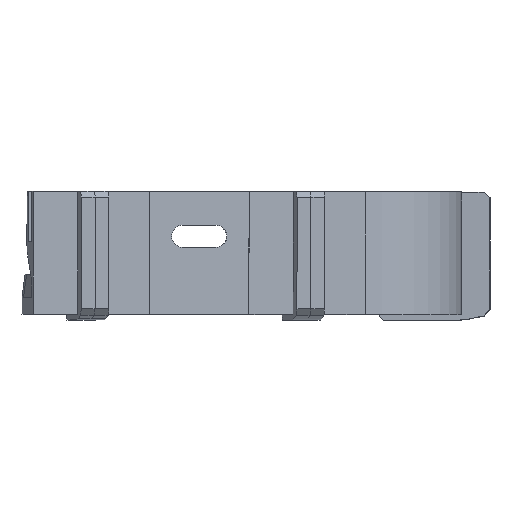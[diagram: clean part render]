
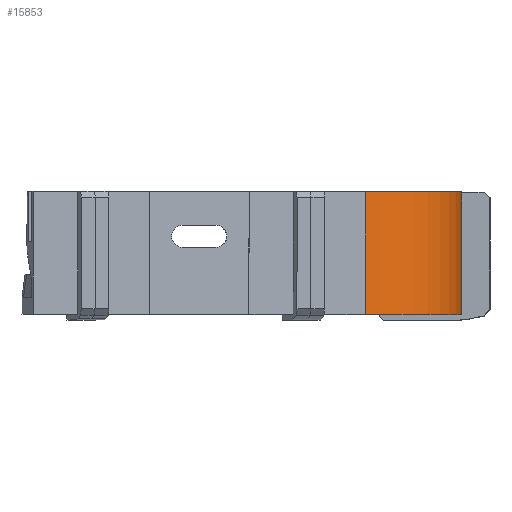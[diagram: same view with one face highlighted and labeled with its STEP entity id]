
A CAD part, left-side view. The second image highlights one B-rep face of the part: STEP entity #15853.
In plain terms, the highlighted cylindrical face has radius 20 mm (diameter 40 mm), a partial arc.
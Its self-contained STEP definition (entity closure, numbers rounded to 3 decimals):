
#15853 = ADVANCED_FACE('',(#15854),#15869,.T.);
#15854 = FACE_BOUND('',#15855,.F.);
#15855 = EDGE_LOOP('',(#15856,#15892,#15920,#15949));
#15856 = ORIENTED_EDGE('',*,*,#15857,.T.);
#15857 = EDGE_CURVE('',#15858,#15860,#15862,.T.);
#15858 = VERTEX_POINT('',#15859);
#15859 = CARTESIAN_POINT('',(0.,0.,0.));
#15860 = VERTEX_POINT('',#15861);
#15861 = CARTESIAN_POINT('',(-19.805,17.217,0.));
#15862 = SURFACE_CURVE('',#15863,(#15868,#15880),.PCURVE_S1.);
#15863 = CIRCLE('',#15864,20.);
#15864 = AXIS2_PLACEMENT_3D('',#15865,#15866,#15867);
#15865 = CARTESIAN_POINT('',(0.,20.,0.));
#15866 = DIRECTION('',(0.,0.,-1.));
#15867 = DIRECTION('',(0.,-1.,0.));
#15868 = PCURVE('',#15869,#15874);
#15869 = CYLINDRICAL_SURFACE('',#15870,20.);
#15870 = AXIS2_PLACEMENT_3D('',#15871,#15872,#15873);
#15871 = CARTESIAN_POINT('',(0.,20.,0.));
#15872 = DIRECTION('',(-0.,-0.,1.));
#15873 = DIRECTION('',(0.,-1.,0.));
#15874 = DEFINITIONAL_REPRESENTATION('',(#15875),#15879);
#15875 = LINE('',#15876,#15877);
#15876 = CARTESIAN_POINT('',(-0.,0.));
#15877 = VECTOR('',#15878,1.);
#15878 = DIRECTION('',(-1.,0.));
#15879 = ( GEOMETRIC_REPRESENTATION_CONTEXT(2) 
PARAMETRIC_REPRESENTATION_CONTEXT() REPRESENTATION_CONTEXT('2D SPACE',''
  ) );
#15880 = PCURVE('',#15881,#15886);
#15881 = PLANE('',#15882);
#15882 = AXIS2_PLACEMENT_3D('',#15883,#15884,#15885);
#15883 = CARTESIAN_POINT('',(0.,20.,0.));
#15884 = DIRECTION('',(0.,0.,-1.));
#15885 = DIRECTION('',(0.,-1.,0.));
#15886 = DEFINITIONAL_REPRESENTATION('',(#15887),#15891);
#15887 = CIRCLE('',#15888,20.);
#15888 = AXIS2_PLACEMENT_2D('',#15889,#15890);
#15889 = CARTESIAN_POINT('',(0.,0.));
#15890 = DIRECTION('',(1.,-0.));
#15891 = ( GEOMETRIC_REPRESENTATION_CONTEXT(2) 
PARAMETRIC_REPRESENTATION_CONTEXT() REPRESENTATION_CONTEXT('2D SPACE',''
  ) );
#15892 = ORIENTED_EDGE('',*,*,#15893,.T.);
#15893 = EDGE_CURVE('',#15860,#15894,#15896,.T.);
#15894 = VERTEX_POINT('',#15895);
#15895 = CARTESIAN_POINT('',(-19.805,17.217,22.));
#15896 = SURFACE_CURVE('',#15897,(#15901,#15908),.PCURVE_S1.);
#15897 = LINE('',#15898,#15899);
#15898 = CARTESIAN_POINT('',(-19.805,17.217,0.));
#15899 = VECTOR('',#15900,1.);
#15900 = DIRECTION('',(0.,0.,1.));
#15901 = PCURVE('',#15869,#15902);
#15902 = DEFINITIONAL_REPRESENTATION('',(#15903),#15907);
#15903 = LINE('',#15904,#15905);
#15904 = CARTESIAN_POINT('',(-1.431,0.));
#15905 = VECTOR('',#15906,1.);
#15906 = DIRECTION('',(-0.,1.));
#15907 = ( GEOMETRIC_REPRESENTATION_CONTEXT(2) 
PARAMETRIC_REPRESENTATION_CONTEXT() REPRESENTATION_CONTEXT('2D SPACE',''
  ) );
#15908 = PCURVE('',#15909,#15914);
#15909 = PLANE('',#15910);
#15910 = AXIS2_PLACEMENT_3D('',#15911,#15912,#15913);
#15911 = CARTESIAN_POINT('',(-15.684,17.796,
    7.662));
#15912 = DIRECTION('',(-0.139,0.99,0.));
#15913 = DIRECTION('',(0.,0.,1.));
#15914 = DEFINITIONAL_REPRESENTATION('',(#15915),#15919);
#15915 = LINE('',#15916,#15917);
#15916 = CARTESIAN_POINT('',(-7.662,-4.162));
#15917 = VECTOR('',#15918,1.);
#15918 = DIRECTION('',(1.,0.));
#15919 = ( GEOMETRIC_REPRESENTATION_CONTEXT(2) 
PARAMETRIC_REPRESENTATION_CONTEXT() REPRESENTATION_CONTEXT('2D SPACE',''
  ) );
#15920 = ORIENTED_EDGE('',*,*,#15921,.F.);
#15921 = EDGE_CURVE('',#15922,#15894,#15924,.T.);
#15922 = VERTEX_POINT('',#15923);
#15923 = CARTESIAN_POINT('',(0.,0.,22.));
#15924 = SURFACE_CURVE('',#15925,(#15930,#15937),.PCURVE_S1.);
#15925 = CIRCLE('',#15926,20.);
#15926 = AXIS2_PLACEMENT_3D('',#15927,#15928,#15929);
#15927 = CARTESIAN_POINT('',(0.,20.,22.));
#15928 = DIRECTION('',(0.,0.,-1.));
#15929 = DIRECTION('',(0.,-1.,0.));
#15930 = PCURVE('',#15869,#15931);
#15931 = DEFINITIONAL_REPRESENTATION('',(#15932),#15936);
#15932 = LINE('',#15933,#15934);
#15933 = CARTESIAN_POINT('',(-0.,22.));
#15934 = VECTOR('',#15935,1.);
#15935 = DIRECTION('',(-1.,0.));
#15936 = ( GEOMETRIC_REPRESENTATION_CONTEXT(2) 
PARAMETRIC_REPRESENTATION_CONTEXT() REPRESENTATION_CONTEXT('2D SPACE',''
  ) );
#15937 = PCURVE('',#15938,#15943);
#15938 = PLANE('',#15939);
#15939 = AXIS2_PLACEMENT_3D('',#15940,#15941,#15942);
#15940 = CARTESIAN_POINT('',(0.,20.,22.));
#15941 = DIRECTION('',(0.,0.,-1.));
#15942 = DIRECTION('',(0.,-1.,0.));
#15943 = DEFINITIONAL_REPRESENTATION('',(#15944),#15948);
#15944 = CIRCLE('',#15945,20.);
#15945 = AXIS2_PLACEMENT_2D('',#15946,#15947);
#15946 = CARTESIAN_POINT('',(0.,0.));
#15947 = DIRECTION('',(1.,0.));
#15948 = ( GEOMETRIC_REPRESENTATION_CONTEXT(2) 
PARAMETRIC_REPRESENTATION_CONTEXT() REPRESENTATION_CONTEXT('2D SPACE',''
  ) );
#15949 = ORIENTED_EDGE('',*,*,#15950,.F.);
#15950 = EDGE_CURVE('',#15858,#15922,#15951,.T.);
#15951 = SURFACE_CURVE('',#15952,(#15956,#15963),.PCURVE_S1.);
#15952 = LINE('',#15953,#15954);
#15953 = CARTESIAN_POINT('',(0.,0.,0.));
#15954 = VECTOR('',#15955,1.);
#15955 = DIRECTION('',(0.,0.,1.));
#15956 = PCURVE('',#15869,#15957);
#15957 = DEFINITIONAL_REPRESENTATION('',(#15958),#15962);
#15958 = LINE('',#15959,#15960);
#15959 = CARTESIAN_POINT('',(-0.,0.));
#15960 = VECTOR('',#15961,1.);
#15961 = DIRECTION('',(-0.,1.));
#15962 = ( GEOMETRIC_REPRESENTATION_CONTEXT(2) 
PARAMETRIC_REPRESENTATION_CONTEXT() REPRESENTATION_CONTEXT('2D SPACE',''
  ) );
#15963 = PCURVE('',#15964,#15969);
#15964 = PLANE('',#15965);
#15965 = AXIS2_PLACEMENT_3D('',#15966,#15967,#15968);
#15966 = CARTESIAN_POINT('',(0.,4.162,7.662));
#15967 = DIRECTION('',(-1.,0.,0.));
#15968 = DIRECTION('',(0.,0.,1.));
#15969 = DEFINITIONAL_REPRESENTATION('',(#15970),#15974);
#15970 = LINE('',#15971,#15972);
#15971 = CARTESIAN_POINT('',(-7.662,-4.162));
#15972 = VECTOR('',#15973,1.);
#15973 = DIRECTION('',(1.,0.));
#15974 = ( GEOMETRIC_REPRESENTATION_CONTEXT(2) 
PARAMETRIC_REPRESENTATION_CONTEXT() REPRESENTATION_CONTEXT('2D SPACE',''
  ) );
